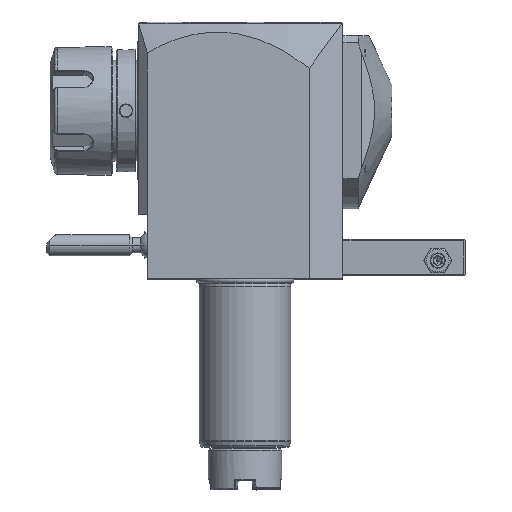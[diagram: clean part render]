
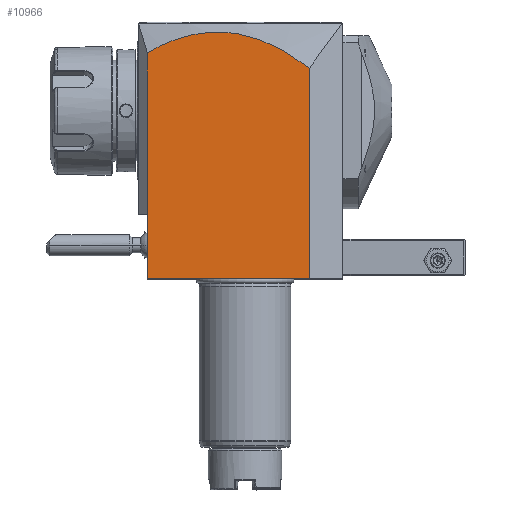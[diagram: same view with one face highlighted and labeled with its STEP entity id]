
A CAD part, top view. The second image highlights one B-rep face of the part: STEP entity #10966.
In plain terms, the highlighted planar face has unit normal (0, 0, 1).
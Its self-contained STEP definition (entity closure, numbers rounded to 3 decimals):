
#13=DIRECTION('',(-1.,0.,0.));
#14=VECTOR('',#13,53.);
#15=CARTESIAN_POINT('',(21.,0.,32.));
#16=LINE('',#15,#14);
#164=DIRECTION('',(0.,-1.,0.));
#165=VECTOR('',#164,21.);
#166=CARTESIAN_POINT('',(-32.,21.,32.));
#167=LINE('',#166,#165);
#168=DIRECTION('',(0.,-1.,0.));
#169=VECTOR('',#168,52.883);
#170=CARTESIAN_POINT('',(-32.,73.883,32.));
#171=LINE('',#170,#169);
#172=CARTESIAN_POINT('',(21.,68.907,32.));
#173=CARTESIAN_POINT('',(16.774,72.25,32.));
#174=CARTESIAN_POINT('',(8.233,77.551,32.));
#175=CARTESIAN_POINT('',(-2.677,80.613,32.));
#176=CARTESIAN_POINT('',(-11.551,80.816,32.));
#177=CARTESIAN_POINT('',(-18.282,79.806,32.));
#178=CARTESIAN_POINT('',(-25.093,77.588,32.));
#179=CARTESIAN_POINT('',(-29.688,75.266,32.));
#180=CARTESIAN_POINT('',(-32.,73.883,32.));
#182=DIRECTION('',(0.,1.,0.));
#183=VECTOR('',#182,68.907);
#184=CARTESIAN_POINT('',(21.,0.,32.));
#185=LINE('',#184,#183);
#10161=VERTEX_POINT('',#172);
#10162=VERTEX_POINT('',#180);
#10538=CARTESIAN_POINT('',(21.,0.,32.));
#10539=VERTEX_POINT('',#10538);
#10540=CARTESIAN_POINT('',(-32.,0.,32.));
#10541=VERTEX_POINT('',#10540);
#10702=CARTESIAN_POINT('',(-32.,21.,32.));
#10703=VERTEX_POINT('',#10702);
#10952=CARTESIAN_POINT('',(-35.103,21.,32.));
#10953=DIRECTION('',(0.,0.,1.));
#10954=DIRECTION('',(1.,0.,0.));
#10955=AXIS2_PLACEMENT_3D('',#10952,#10953,#10954);
#10956=PLANE('',#10955);
#10958=ORIENTED_EDGE('',*,*,#10957,.F.);
#10959=ORIENTED_EDGE('',*,*,#10727,.T.);
#10960=ORIENTED_EDGE('',*,*,#10937,.F.);
#10961=ORIENTED_EDGE('',*,*,#10913,.F.);
#10963=ORIENTED_EDGE('',*,*,#10962,.F.);
#10964=EDGE_LOOP('',(#10958,#10959,#10960,#10961,#10963));
#10965=FACE_OUTER_BOUND('',#10964,.F.);
#181=B_SPLINE_CURVE_WITH_KNOTS('',3,(#172,#173,#174,#175,#176,#177,#178,#179,
#180),.UNSPECIFIED.,.F.,.F.,(4,1,1,1,1,1,4),(0.,0.25,0.5,0.625,0.75,
0.875,1.),.UNSPECIFIED.);
#10727=EDGE_CURVE('',#10539,#10541,#16,.T.);
#10913=EDGE_CURVE('',#10162,#10703,#171,.T.);
#10937=EDGE_CURVE('',#10703,#10541,#167,.T.);
#10957=EDGE_CURVE('',#10539,#10161,#185,.T.);
#10962=EDGE_CURVE('',#10161,#10162,#181,.T.);
#10966=ADVANCED_FACE('',(#10965),#10956,.T.);
